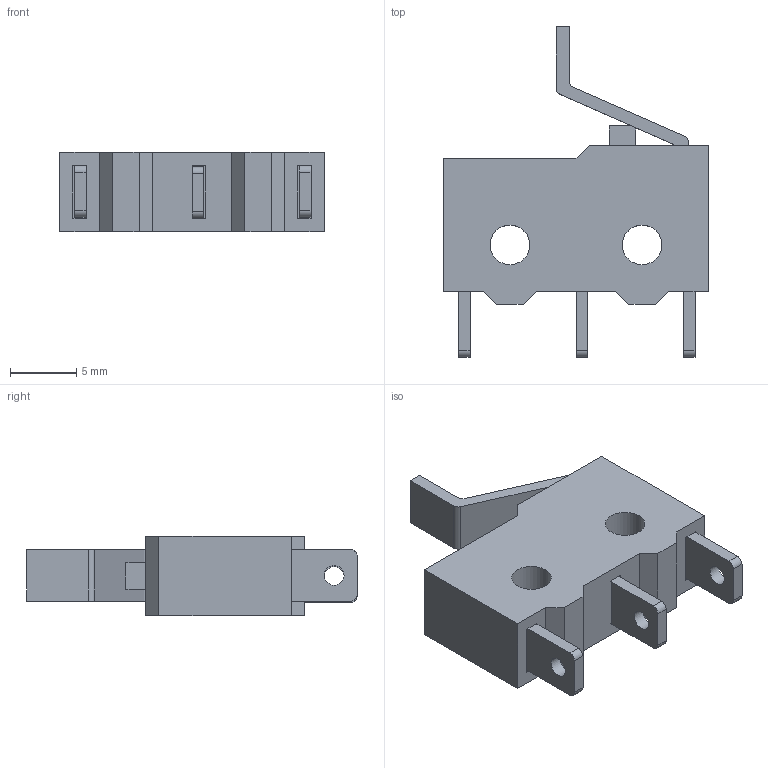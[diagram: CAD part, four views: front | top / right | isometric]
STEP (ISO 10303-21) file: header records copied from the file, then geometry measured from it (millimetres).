
FILE_DESCRIPTION(/* description */ (''),/* implementation_level */ '2;1');
FILE_NAME(/* name */ 'Limit switch.step',/* time_stamp */ '2023-12-18T17:55:00+03:00',/* author */ ('User'),/* organization */ (''),/* preprocessor_version */ 'ST-DEVELOPER v19',/* originating_system */ 'Autodesk Inventor 2023',/* authorisation */ '');
FILE_SCHEMA (('AUTOMOTIVE_DESIGN { 1 0 10303 214 3 1 1 }'));
Length unit declared in the file: millimetre
Products named in the file (4): Limit switch; Limit switch body; Limit switch pin; Limit switch sheet
Assembly tree (5 placements, depth 2):
  Limit switch
    Limit switch body
    Limit switch pin  x3
    Limit switch sheet
Bounding box: 20 x 25 x 6 mm (x, y, z)
Volume: 1314 mm3; surface area: 1300.3 mm2
Topology: 5 solids, 5 shells, 84 faces, 207 edges, 138 vertices
Faces by surface type: plane 69, cylinder 15
Full cylindrical faces by diameter (mm): 1.5 x3, 3 x2
Entity records: 2138 total; most frequent: CARTESIAN_POINT 350, DIRECTION 333, ORIENTED_EDGE 330, EDGE_CURVE 165, LINE 147, VECTOR 147, VERTEX_POINT 110, AXIS2_PLACEMENT_3D 93
